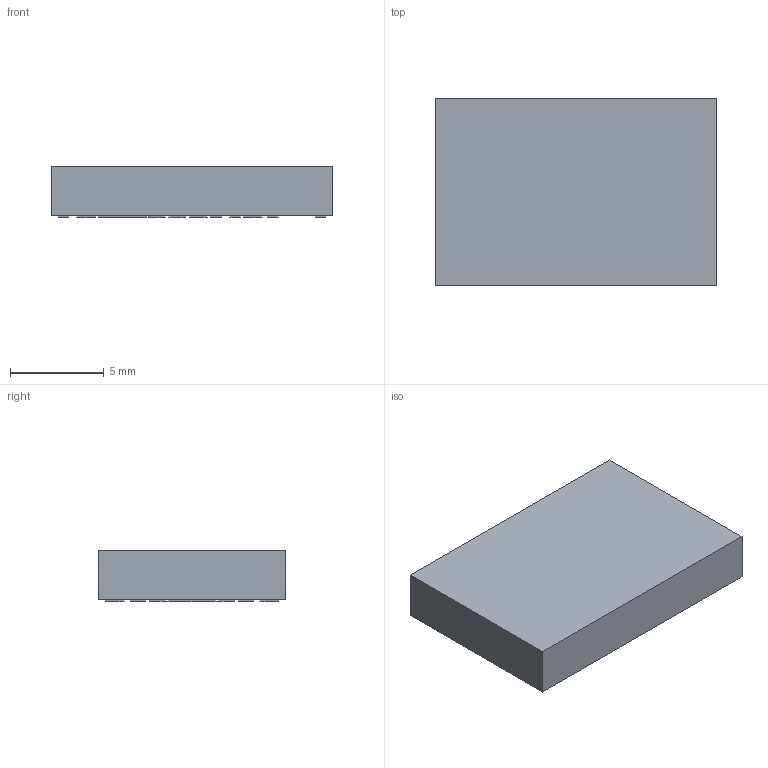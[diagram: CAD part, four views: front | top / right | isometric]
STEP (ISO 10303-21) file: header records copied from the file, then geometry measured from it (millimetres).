
FILE_DESCRIPTION(('FreeCAD Model'),'2;1');
FILE_NAME('13365477.2.5.stp','2020-12-13T23:00:12',( 'Author'),(''),'Open CASCADE STEP processor 6.9','FreeCAD','Unknown' );
FILE_SCHEMA(('AUTOMOTIVE_DESIGN { 1 0 10303 214 1 1 1 1 }'));
Length unit declared in the file: millimetre
Products named in the file (3): ASSEMBLY; Body; Pins
Assembly tree (2 placements, depth 2):
  ASSEMBLY
    Body
    Pins
Bounding box: 15 x 10 x 2.73 mm (x, y, z)
Volume: 397.5 mm3; surface area: 509.8 mm2
Topology: 72 solids, 72 shells, 432 faces, 864 edges, 576 vertices
Faces by surface type: plane 432
Entity records: 22736 total; most frequent: CARTESIAN_POINT 3603, DIRECTION 3462, LINE 2592, VECTOR 2592, ORIENTED_EDGE 1728, PCURVE 1728, DEFINITIONAL_REPRESENTATION 1728, EDGE_CURVE 864
